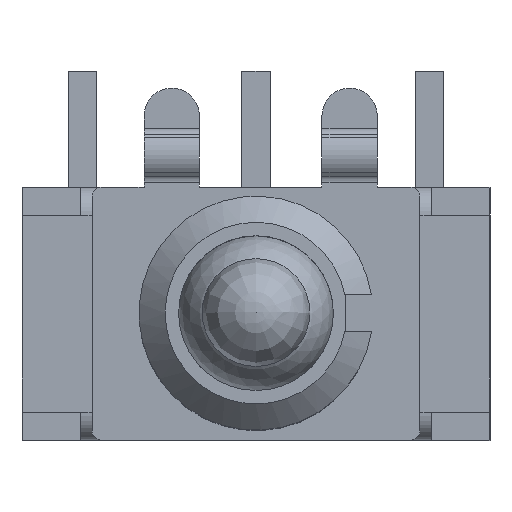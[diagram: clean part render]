
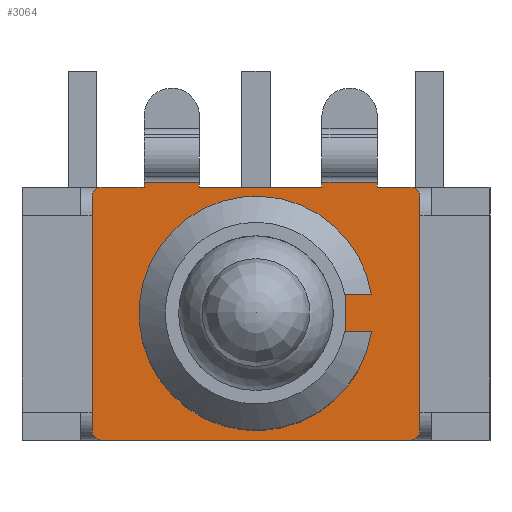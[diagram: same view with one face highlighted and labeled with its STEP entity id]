
A CAD part, top view. The second image highlights one B-rep face of the part: STEP entity #3064.
In plain terms, the highlighted planar face has unit normal (0, 0, 1).
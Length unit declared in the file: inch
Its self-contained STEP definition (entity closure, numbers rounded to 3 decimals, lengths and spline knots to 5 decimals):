
#2890=CARTESIAN_POINT('',(0.19272,0.15399,0.37008));
#2891=DIRECTION('',(0.0,0.0,-1.0));
#2892=DIRECTION('',(-1.0,0.0,0.0));
#2893=AXIS2_PLACEMENT_3D('',#2890,#2891,#2892);
#2894=PLANE('',#2893);
#2895=CARTESIAN_POINT('',(-0.11954,0.14022,0.37008));
#2896=VERTEX_POINT('',#2895);
#2897=CARTESIAN_POINT('',(-0.06048,0.14022,0.37008));
#2898=VERTEX_POINT('',#2897);
#2899=CARTESIAN_POINT('',(-0.11954,0.14022,0.37008));
#2900=DIRECTION('',(1.0,0.0,0.0));
#2901=VECTOR('',#2900,0.05906);
#2902=LINE('',#2899,#2901);
#2903=EDGE_CURVE('',#2896,#2898,#2902,.T.);
#2904=ORIENTED_EDGE('',*,*,#2903,.F.);
#2905=CARTESIAN_POINT('',(-0.11954,0.13504,0.37008));
#2906=VERTEX_POINT('',#2905);
#2907=CARTESIAN_POINT('',(-0.11954,0.13504,0.37008));
#2908=DIRECTION('',(0.0,1.0,0.0));
#2909=VECTOR('',#2908,0.00518);
#2910=LINE('',#2907,#2909);
#2911=EDGE_CURVE('',#2906,#2896,#2910,.T.);
#2912=ORIENTED_EDGE('',*,*,#2911,.F.);
#2913=CARTESIAN_POINT('',(-0.16535,0.13504,0.37008));
#2914=VERTEX_POINT('',#2913);
#2915=CARTESIAN_POINT('',(-0.16535,0.13504,0.37008));
#2916=DIRECTION('',(1.0,0.0,0.0));
#2917=VECTOR('',#2916,0.04582);
#2918=LINE('',#2915,#2917);
#2919=EDGE_CURVE('',#2914,#2906,#2918,.T.);
#2920=ORIENTED_EDGE('',*,*,#2919,.F.);
#2921=CARTESIAN_POINT('',(-0.1752,0.1252,0.37008));
#2922=VERTEX_POINT('',#2921);
#2923=CARTESIAN_POINT('',(-0.16535,0.1252,0.37008));
#2924=DIRECTION('',(0.0,0.0,-1.0));
#2925=DIRECTION('',(-0.707,0.707,0.0));
#2926=AXIS2_PLACEMENT_3D('',#2923,#2924,#2925);
#2927=CIRCLE('',#2926,0.00984);
#2928=EDGE_CURVE('',#2922,#2914,#2927,.T.);
#2929=ORIENTED_EDGE('',*,*,#2928,.F.);
#2930=CARTESIAN_POINT('',(-0.1752,-0.1252,0.37008));
#2931=VERTEX_POINT('',#2930);
#2932=CARTESIAN_POINT('',(-0.1752,-0.1252,0.37008));
#2933=DIRECTION('',(0.0,1.0,0.0));
#2934=VECTOR('',#2933,0.25039);
#2935=LINE('',#2932,#2934);
#2936=EDGE_CURVE('',#2931,#2922,#2935,.T.);
#2937=ORIENTED_EDGE('',*,*,#2936,.F.);
#2938=CARTESIAN_POINT('',(-0.16535,-0.13504,0.37008));
#2939=VERTEX_POINT('',#2938);
#2940=CARTESIAN_POINT('',(-0.16535,-0.1252,0.37008));
#2941=DIRECTION('',(0.0,0.0,-1.0));
#2942=DIRECTION('',(-0.707,-0.707,0.0));
#2943=AXIS2_PLACEMENT_3D('',#2940,#2941,#2942);
#2944=CIRCLE('',#2943,0.00984);
#2945=EDGE_CURVE('',#2939,#2931,#2944,.T.);
#2946=ORIENTED_EDGE('',*,*,#2945,.F.);
#2947=CARTESIAN_POINT('',(0.16535,-0.13504,0.37008));
#2948=VERTEX_POINT('',#2947);
#2949=CARTESIAN_POINT('',(0.16535,-0.13504,0.37008));
#2950=DIRECTION('',(-1.0,0.0,0.0));
#2951=VECTOR('',#2950,0.33071);
#2952=LINE('',#2949,#2951);
#2953=EDGE_CURVE('',#2948,#2939,#2952,.T.);
#2954=ORIENTED_EDGE('',*,*,#2953,.F.);
#2955=CARTESIAN_POINT('',(0.1752,-0.1252,0.37008));
#2956=VERTEX_POINT('',#2955);
#2957=CARTESIAN_POINT('',(0.16535,-0.1252,0.37008));
#2958=DIRECTION('',(0.0,0.0,-1.0));
#2959=DIRECTION('',(0.707,-0.707,0.0));
#2960=AXIS2_PLACEMENT_3D('',#2957,#2958,#2959);
#2961=CIRCLE('',#2960,0.00984);
#2962=EDGE_CURVE('',#2956,#2948,#2961,.T.);
#2963=ORIENTED_EDGE('',*,*,#2962,.F.);
#2964=CARTESIAN_POINT('',(0.1752,0.1252,0.37008));
#2965=VERTEX_POINT('',#2964);
#2966=CARTESIAN_POINT('',(0.1752,0.1252,0.37008));
#2967=DIRECTION('',(0.0,-1.0,0.0));
#2968=VECTOR('',#2967,0.25039);
#2969=LINE('',#2966,#2968);
#2970=EDGE_CURVE('',#2965,#2956,#2969,.T.);
#2971=ORIENTED_EDGE('',*,*,#2970,.F.);
#2972=CARTESIAN_POINT('',(0.16535,0.13504,0.37008));
#2973=VERTEX_POINT('',#2972);
#2974=CARTESIAN_POINT('',(0.16535,0.1252,0.37008));
#2975=DIRECTION('',(0.0,0.0,-1.0));
#2976=DIRECTION('',(0.707,0.707,0.0));
#2977=AXIS2_PLACEMENT_3D('',#2974,#2975,#2976);
#2978=CIRCLE('',#2977,0.00984);
#2979=EDGE_CURVE('',#2973,#2965,#2978,.T.);
#2980=ORIENTED_EDGE('',*,*,#2979,.F.);
#2981=CARTESIAN_POINT('',(0.12953,0.13504,0.37008));
#2982=VERTEX_POINT('',#2981);
#2983=CARTESIAN_POINT('',(0.12953,0.13504,0.37008));
#2984=DIRECTION('',(1.0,0.0,0.0));
#2985=VECTOR('',#2984,0.03583);
#2986=LINE('',#2983,#2985);
#2987=EDGE_CURVE('',#2982,#2973,#2986,.T.);
#2988=ORIENTED_EDGE('',*,*,#2987,.F.);
#2989=CARTESIAN_POINT('',(0.12953,0.14022,0.37008));
#2990=VERTEX_POINT('',#2989);
#2991=CARTESIAN_POINT('',(0.12953,0.14022,0.37008));
#2992=DIRECTION('',(0.0,-1.0,0.0));
#2993=VECTOR('',#2992,0.00518);
#2994=LINE('',#2991,#2993);
#2995=EDGE_CURVE('',#2990,#2982,#2994,.T.);
#2996=ORIENTED_EDGE('',*,*,#2995,.F.);
#2997=CARTESIAN_POINT('',(0.07047,0.14022,0.37008));
#2998=VERTEX_POINT('',#2997);
#2999=CARTESIAN_POINT('',(0.07047,0.14022,0.37008));
#3000=DIRECTION('',(1.0,0.0,0.0));
#3001=VECTOR('',#3000,0.05906);
#3002=LINE('',#2999,#3001);
#3003=EDGE_CURVE('',#2998,#2990,#3002,.T.);
#3004=ORIENTED_EDGE('',*,*,#3003,.F.);
#3005=CARTESIAN_POINT('',(0.07047,0.13504,0.37008));
#3006=VERTEX_POINT('',#3005);
#3007=CARTESIAN_POINT('',(0.07047,0.13504,0.37008));
#3008=DIRECTION('',(0.0,1.0,0.0));
#3009=VECTOR('',#3008,0.00518);
#3010=LINE('',#3007,#3009);
#3011=EDGE_CURVE('',#3006,#2998,#3010,.T.);
#3012=ORIENTED_EDGE('',*,*,#3011,.F.);
#3013=CARTESIAN_POINT('',(-0.06048,0.13504,0.37008));
#3014=VERTEX_POINT('',#3013);
#3015=CARTESIAN_POINT('',(-0.06048,0.13504,0.37008));
#3016=DIRECTION('',(1.0,0.0,0.0));
#3017=VECTOR('',#3016,0.13095);
#3018=LINE('',#3015,#3017);
#3019=EDGE_CURVE('',#3014,#3006,#3018,.T.);
#3020=ORIENTED_EDGE('',*,*,#3019,.F.);
#3021=CARTESIAN_POINT('',(-0.06048,0.14022,0.37008));
#3022=DIRECTION('',(0.0,-1.0,0.0));
#3023=VECTOR('',#3022,0.00518);
#3024=LINE('',#3021,#3023);
#3025=EDGE_CURVE('',#2898,#3014,#3024,.T.);
#3026=ORIENTED_EDGE('',*,*,#3025,.F.);
#3027=EDGE_LOOP('',(#2904,#2912,#2920,#2929,#2937,#2946,#2954,#2963,#2971,#2980,#2988,#2996,#3004,#3012,#3020,#3026));
#3028=FACE_OUTER_BOUND('',#3027,.T.);
#3029=CARTESIAN_POINT('',(0.09542,-0.02008,0.37008));
#3030=VERTEX_POINT('',#3029);
#3031=CARTESIAN_POINT('',(0.09542,0.02008,0.37008));
#3032=VERTEX_POINT('',#3031);
#3033=CARTESIAN_POINT('',(0.09542,-0.02008,0.37008));
#3034=DIRECTION('',(0.0,1.0,0.0));
#3035=VECTOR('',#3034,0.04016);
#3036=LINE('',#3033,#3035);
#3037=EDGE_CURVE('',#3030,#3032,#3036,.T.);
#3038=ORIENTED_EDGE('',*,*,#3037,.F.);
#3039=CARTESIAN_POINT('',(0.12338,-0.02008,0.37008));
#3040=VERTEX_POINT('',#3039);
#3041=CARTESIAN_POINT('',(0.12338,-0.02008,0.37008));
#3042=DIRECTION('',(-1.0,0.0,0.0));
#3043=VECTOR('',#3042,0.02795);
#3044=LINE('',#3041,#3043);
#3045=EDGE_CURVE('',#3040,#3030,#3044,.T.);
#3046=ORIENTED_EDGE('',*,*,#3045,.F.);
#3047=CARTESIAN_POINT('',(0.12338,0.02008,0.37008));
#3048=VERTEX_POINT('',#3047);
#3049=CARTESIAN_POINT('',(0.,0.,0.37008));
#3050=DIRECTION('',(0.0,0.0,1.0));
#3051=DIRECTION('',(0.987,0.161,0.0));
#3052=AXIS2_PLACEMENT_3D('',#3049,#3050,#3051);
#3053=CIRCLE('',#3052,0.125);
#3054=EDGE_CURVE('',#3048,#3040,#3053,.T.);
#3055=ORIENTED_EDGE('',*,*,#3054,.F.);
#3056=CARTESIAN_POINT('',(0.09542,0.02008,0.37008));
#3057=DIRECTION('',(1.0,0.0,0.0));
#3058=VECTOR('',#3057,0.02795);
#3059=LINE('',#3056,#3058);
#3060=EDGE_CURVE('',#3032,#3048,#3059,.T.);
#3061=ORIENTED_EDGE('',*,*,#3060,.F.);
#3062=EDGE_LOOP('',(#3038,#3046,#3055,#3061));
#3063=FACE_BOUND('',#3062,.T.);
#3064=ADVANCED_FACE('',(#3028,#3063),#2894,.F.);
